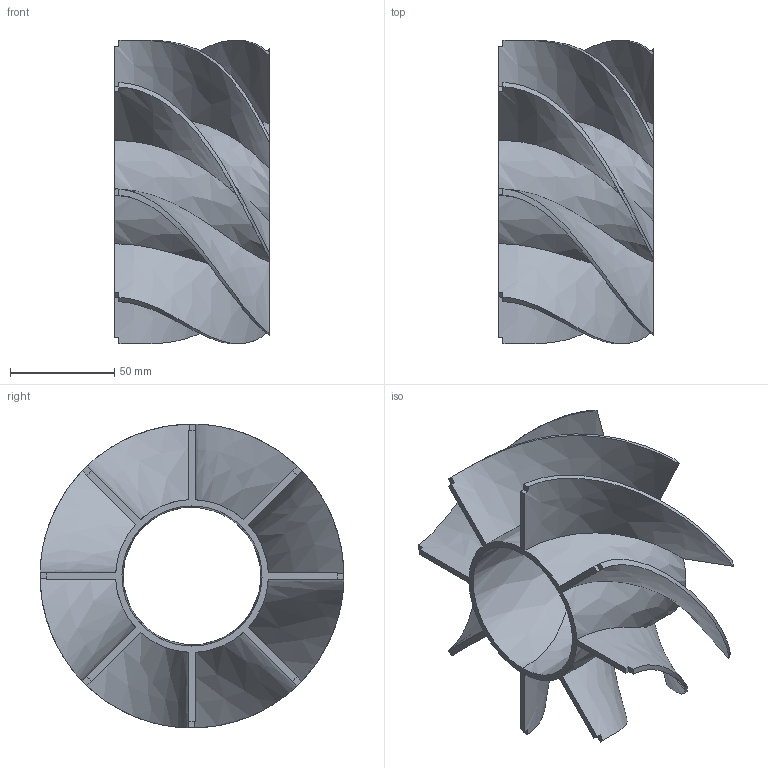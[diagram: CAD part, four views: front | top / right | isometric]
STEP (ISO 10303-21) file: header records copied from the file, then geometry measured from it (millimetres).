
FILE_DESCRIPTION(/* description */ (''),/* implementation_level */ '2;1');
FILE_NAME(/* name */ '6 - Impeller',/* time_stamp */ '2024-01-12T11:39:44-06:00',/* author */ (''),/* organization */ (''),/* preprocessor_version */ 'ST-DEVELOPER v16.5',/* originating_system */ 'Rhino 7.34',/* authorisation */ '');
FILE_SCHEMA (('CONFIG_CONTROL_DESIGN'));
Length unit declared in the file: inch
Products named in the file (1): Document
Bounding box: 74.17 x 145.82 x 145.82 mm (x, y, z)
Volume: 113711.1 mm3; surface area: 96124.4 mm2
Topology: 1 solids, 1 shells, 52 faces, 150 edges, 100 vertices
Faces by surface type: bspline 34, plane 10, cylinder 8
Entity records: 3005 total; most frequent: CARTESIAN_POINT 1988, ORIENTED_EDGE 300, EDGE_CURVE 150, B_SPLINE_CURVE_WITH_KNOTS 125, VERTEX_POINT 100, EDGE_LOOP 54, ADVANCED_FACE 52, FACE_OUTER_BOUND 52
